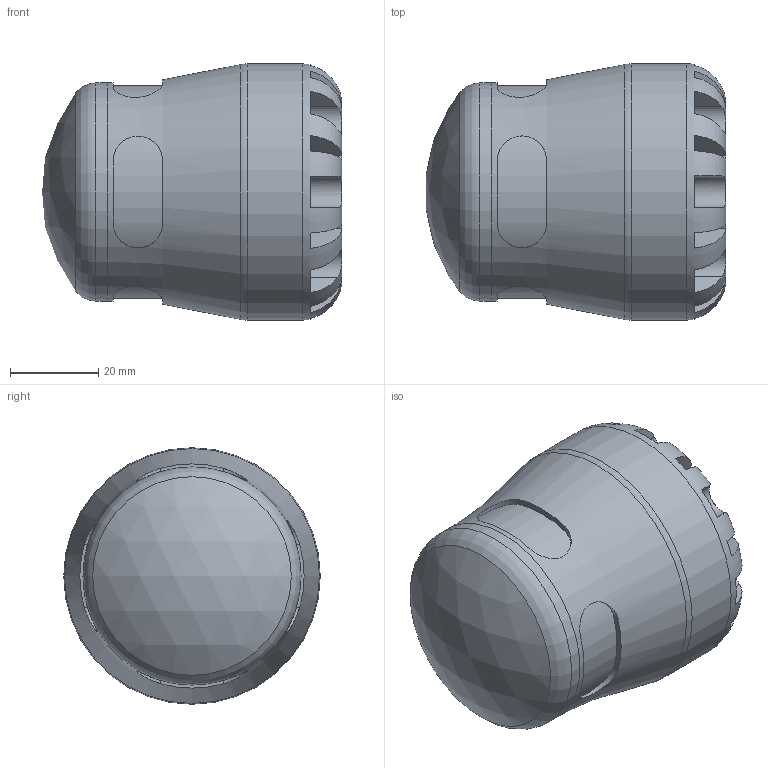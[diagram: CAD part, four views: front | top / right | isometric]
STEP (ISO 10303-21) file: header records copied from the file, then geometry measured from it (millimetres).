
FILE_DESCRIPTION(/* description */ ('PLASSON END PLUG 32 SERIES 1'),/* implementation_level */ '2;1');
FILE_NAME(/* name */ '101200032_191200032.ipt.step',/* time_stamp */ '2017-01-17T12:51:35+02:00',/* author */ ('KIM'),/* organization */ (''),/* preprocessor_version */ 'ST-DEVELOPER v15.6',/* originating_system */ 'Autodesk Inventor 2015',/* authorisation */ '');
FILE_SCHEMA (('AUTOMOTIVE_DESIGN { 1 0 10303 214 3 1 1 }'));
Length unit declared in the file: millimetre
Products named in the file (1): 101200032_191200032
Bounding box: 67.78 x 58 x 58 mm (x, y, z)
Volume: 92382.1 mm3; surface area: 21185.8 mm2
Topology: 1 solids, 1 shells, 95 faces, 237 edges, 148 vertices
Faces by surface type: plane 57, cylinder 31, torus 4, sphere 2, cone 1
Full cylindrical faces by diameter (mm): 32 x1, 49.3 x1, 58 x1
Entity records: 3681 total; most frequent: CARTESIAN_POINT 1416, ORIENTED_EDGE 450, DIRECTION 434, EDGE_CURVE 225, AXIS2_PLACEMENT_3D 177, VERTEX_POINT 145, EDGE_LOOP 108, STYLED_ITEM 96
